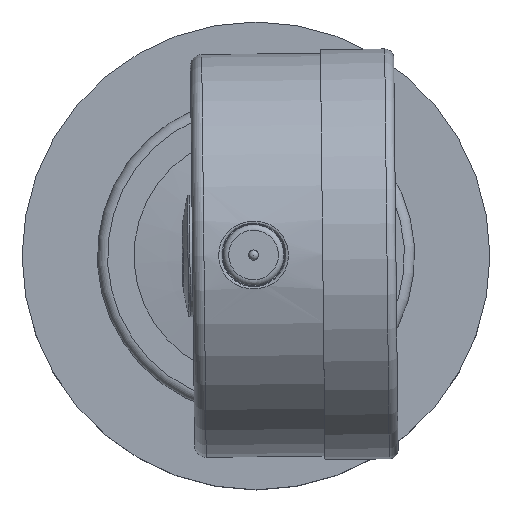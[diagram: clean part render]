
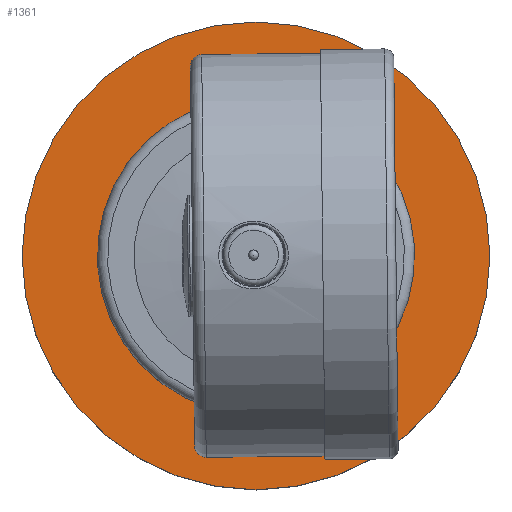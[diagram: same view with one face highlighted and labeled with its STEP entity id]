
A CAD part, top view. The second image highlights one B-rep face of the part: STEP entity #1361.
In plain terms, the highlighted planar face has unit normal (0, 0, 1).
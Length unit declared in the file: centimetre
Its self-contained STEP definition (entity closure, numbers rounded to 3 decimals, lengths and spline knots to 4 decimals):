
#77=PLANE('',#1491);
#190=FACE_BOUND('',#381,.T.);
#260=FACE_OUTER_BOUND('',#380,.T.);
#380=EDGE_LOOP('',(#937));
#381=EDGE_LOOP('',(#938));
#486=CIRCLE('',#1463,3.85);
#501=CIRCLE('',#1492,5.75);
#597=VERTEX_POINT('',#2171);
#612=VERTEX_POINT('',#2215);
#723=EDGE_CURVE('',#597,#597,#486,.T.);
#738=EDGE_CURVE('',#612,#612,#501,.T.);
#937=ORIENTED_EDGE('',*,*,#738,.F.);
#938=ORIENTED_EDGE('',*,*,#723,.T.);
#1361=ADVANCED_FACE('',(#260,#190),#77,.T.);
#1463=AXIS2_PLACEMENT_3D('',#2172,#1696,#1697);
#1491=AXIS2_PLACEMENT_3D('',#2214,#1752,#1753);
#1492=AXIS2_PLACEMENT_3D('',#2216,#1754,#1755);
#1696=DIRECTION('center_axis',(0.,0.,
-1.));
#1697=DIRECTION('ref_axis',(0.998,0.063,0.));
#1752=DIRECTION('center_axis',(0.,0.,
1.));
#1753=DIRECTION('ref_axis',(1.,0.,0.));
#1754=DIRECTION('center_axis',(0.,0.,
-1.));
#1755=DIRECTION('ref_axis',(0.,1.,0.));
#2171=CARTESIAN_POINT('',(4.4017,0.0541,4.7835));
#2172=CARTESIAN_POINT('Origin',(0.5595,-0.1904,4.7835));
#2214=CARTESIAN_POINT('Origin',(0.5595,4.4146,4.7835));
#2215=CARTESIAN_POINT('',(0.5595,5.5596,4.7835));
#2216=CARTESIAN_POINT('Origin',(0.5595,-0.1904,4.7835));
